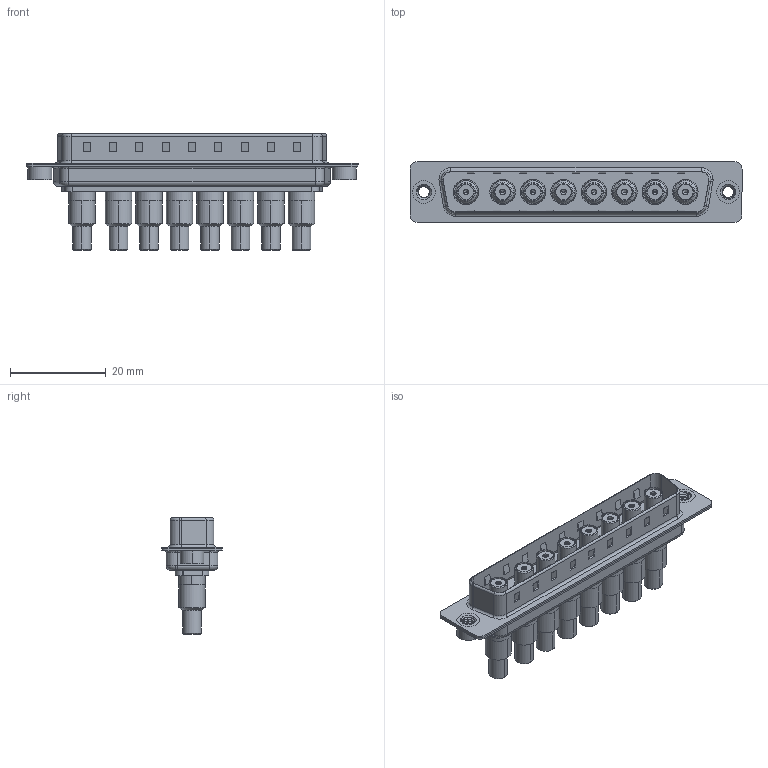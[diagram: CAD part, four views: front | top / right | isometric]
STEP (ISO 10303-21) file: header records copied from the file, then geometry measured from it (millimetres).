
FILE_DESCRIPTION (( 'STEP AP203' ), '1' );
FILE_NAME ('627-8W8-622-7TA.STEP', '2019-05-28T04:54:42', ( '' ), ( '' ), 'SwSTEP 2.0', 'SolidWorks 2016', '' );
FILE_SCHEMA (( 'CONFIG_CONTROL_DESIGN' ));
Length unit declared in the file: millimetre
Products named in the file (13): 627Combo Shell Front_37 Contacts; Socket_Solder Cup; 627Combo Shell Rear_37 Contacts; Insulator Socket; 627-8W8-622-7TA; 627Combo Threaded Rivet_A; Locking Collar; 627Combo Threaded Rivet_2; 627Combo Housing_8W8; Insulator Socket 2; Co-Ax Jack Assy_SC; Solder Cover; Co-Ax Jack_Solder Cup Tail
Assembly tree (19 placements, depth 3):
  627-8W8-622-7TA
    627Combo Housing_8W8
    627Combo Shell Rear_37 Contacts
    627Combo Shell Front_37 Contacts
    627Combo Threaded Rivet_A
    Co-Ax Jack Assy_SC  x8
      Co-Ax Jack_Solder Cup Tail
      Insulator Socket
      Insulator Socket 2
      Locking Collar
      Socket_Solder Cup
      Solder Cover
    627Combo Threaded Rivet_2
Bounding box: 69.3 x 12.6 x 24.3 mm (x, y, z)
Volume: 4798.9 mm3; surface area: 15916.8 mm2
Topology: 53 solids, 53 shells, 1451 faces, 3366 edges, 2072 vertices
Faces by surface type: cylinder 654, plane 523, cone 170, torus 82, bspline 22
Entity records: 21971 total; most frequent: CARTESIAN_POINT 6387, DIRECTION 3039, ORIENTED_EDGE 2842, EDGE_CURVE 1421, AXIS2_PLACEMENT_3D 1120, VERTEX_POINT 896, LINE 799, VECTOR 799
